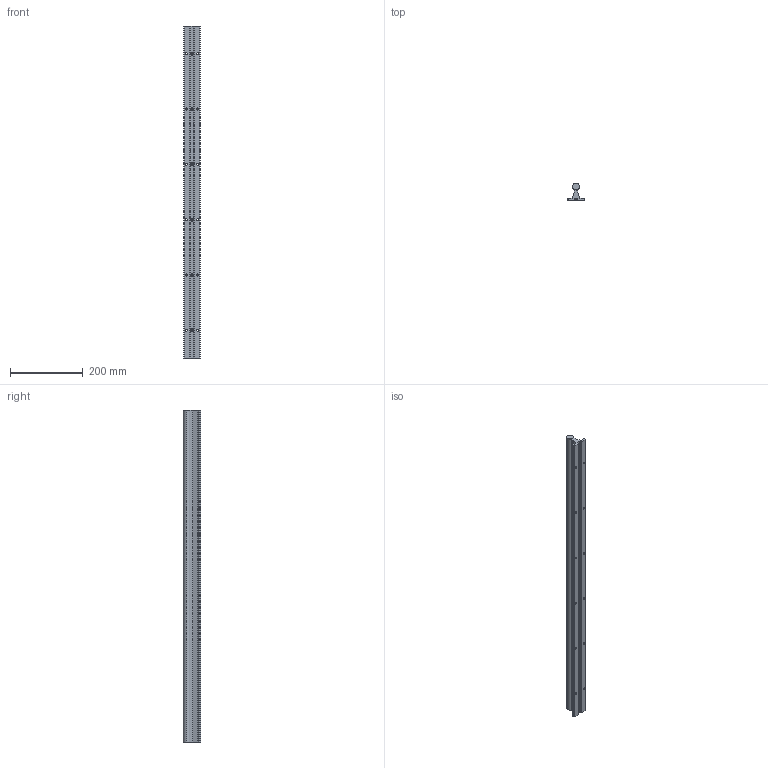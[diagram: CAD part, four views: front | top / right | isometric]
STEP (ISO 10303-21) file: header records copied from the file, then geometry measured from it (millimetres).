
FILE_DESCRIPTION (( 'STEP AP203' ), '1' );
FILE_NAME ('SRA12SS-036.000-SL.step', '2023-06-07T12:39:20', ( '' ), ( '' ), 'SwSTEP 2.0', 'SolidWorks 2021', '' );
FILE_SCHEMA (( 'CONFIG_CONTROL_DESIGN' ));
Length unit declared in the file: inch
Products named in the file (1): SRA12SS-036.000-SL
Bounding box: 44.45 x 47.88 x 914.4 mm (x, y, z)
Volume: 739320.1 mm3; surface area: 198570.3 mm2
Topology: 8 solids, 8 shells, 281 faces, 627 edges, 368 vertices
Faces by surface type: cylinder 98, plane 93, cone 90
Entity records: 8390 total; most frequent: CARTESIAN_POINT 2051, DIRECTION 1363, ORIENTED_EDGE 1230, EDGE_CURVE 615, AXIS2_PLACEMENT_3D 532, VERTEX_POINT 368, EDGE_LOOP 335, VECTOR 299
